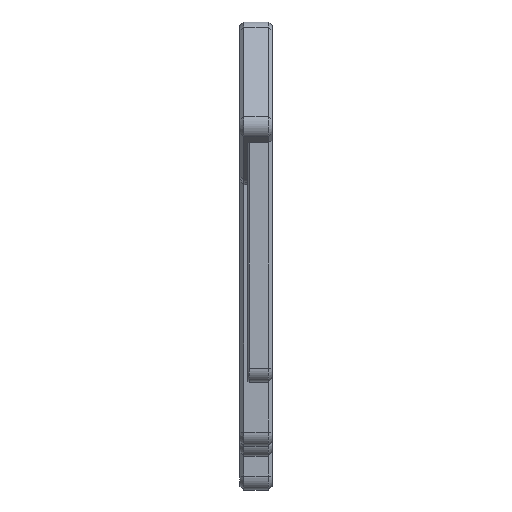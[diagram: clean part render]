
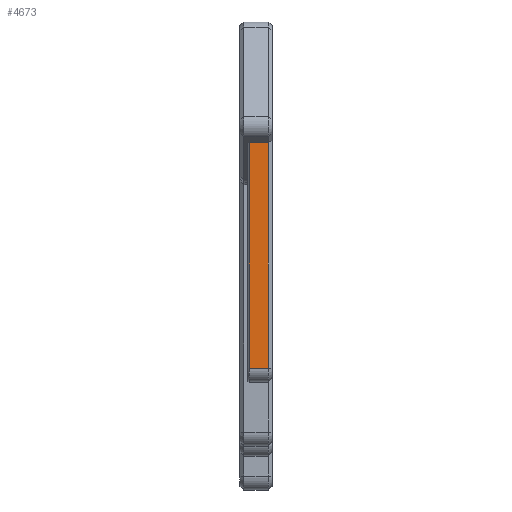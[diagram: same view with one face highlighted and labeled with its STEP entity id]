
A CAD part, left-side view. The second image highlights one B-rep face of the part: STEP entity #4673.
In plain terms, the highlighted face is planar.
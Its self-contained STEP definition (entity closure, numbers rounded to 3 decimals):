
#189=PLANE('',#4962);
#385=FACE_OUTER_BOUND('',#639,.T.);
#639=EDGE_LOOP('',(#3564,#3565,#3566,#3567));
#1101=LINE('',#7063,#1666);
#1109=LINE('',#7085,#1674);
#1110=LINE('',#7088,#1675);
#1111=LINE('',#7089,#1676);
#1666=VECTOR('',#5685,10.);
#1674=VECTOR('',#5707,10.);
#1675=VECTOR('',#5710,10.);
#1676=VECTOR('',#5711,10.);
#2267=VERTEX_POINT('',#7057);
#2269=VERTEX_POINT('',#7061);
#2276=VERTEX_POINT('',#7083);
#2277=VERTEX_POINT('',#7087);
#2779=EDGE_CURVE('',#2267,#2269,#1101,.T.);
#2790=EDGE_CURVE('',#2276,#2269,#1109,.T.);
#2791=EDGE_CURVE('',#2276,#2277,#1110,.T.);
#2792=EDGE_CURVE('',#2277,#2267,#1111,.T.);
#3564=ORIENTED_EDGE('',*,*,#2779,.T.);
#3565=ORIENTED_EDGE('',*,*,#2790,.F.);
#3566=ORIENTED_EDGE('',*,*,#2791,.T.);
#3567=ORIENTED_EDGE('',*,*,#2792,.T.);
#4673=ADVANCED_FACE('',(#385),#189,.F.);
#4962=AXIS2_PLACEMENT_3D('',#7086,#5708,#5709);
#5685=DIRECTION('',(0.,0.,1.));
#5707=DIRECTION('',(0.,1.,0.));
#5708=DIRECTION('center_axis',(-1.,0.,0.));
#5709=DIRECTION('ref_axis',(0.,0.,1.));
#5710=DIRECTION('',(0.,0.,-1.));
#5711=DIRECTION('',(0.,1.,0.));
#7057=CARTESIAN_POINT('',(124.391,4.7,-15.063));
#7061=CARTESIAN_POINT('',(124.391,4.7,41.612));
#7063=CARTESIAN_POINT('',(124.391,4.7,-0.019));
#7083=CARTESIAN_POINT('',(124.391,-0.1,41.612));
#7085=CARTESIAN_POINT('',(124.391,0.,41.612));
#7086=CARTESIAN_POINT('Origin',(124.391,0.,-15.063));
#7087=CARTESIAN_POINT('',(124.391,-0.1,-15.063));
#7088=CARTESIAN_POINT('',(124.391,-0.1,-0.829));
#7089=CARTESIAN_POINT('',(124.391,0.,-15.063));
